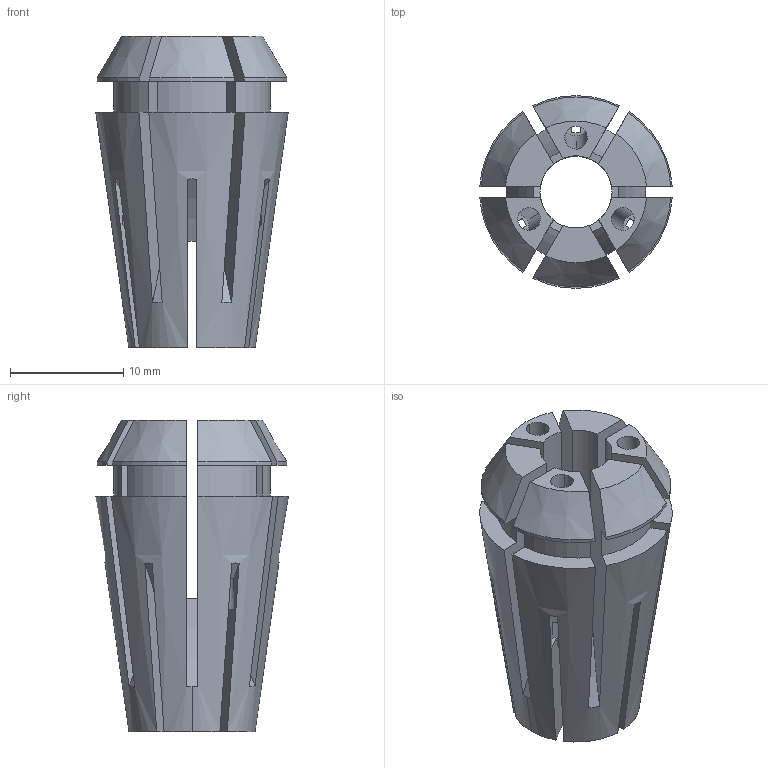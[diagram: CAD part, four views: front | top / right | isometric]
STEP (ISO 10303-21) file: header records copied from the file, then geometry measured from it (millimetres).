
FILE_DESCRIPTION (( 'STEP AP203' ), '1' );
FILE_NAME ('STP-5250-112-016-A16-0(04417-0.25).STEP', '2022-08-03T00:29:04', ( '' ), ( '' ), 'SwSTEP 2.0', 'SolidWorks 2017', '' );
FILE_SCHEMA (( 'CONFIG_CONTROL_DESIGN' ));
Length unit declared in the file: millimetre
Products named in the file (1): STP-5250-112-016-A16-0(04417-0.25)
Bounding box: 16.97 x 17 x 27.5 mm (x, y, z)
Volume: 2686.3 mm3; surface area: 3534 mm2
Topology: 1 solids, 1 shells, 106 faces, 327 edges, 218 vertices
Faces by surface type: plane 51, cylinder 47, cone 8
Entity records: 3961 total; most frequent: CARTESIAN_POINT 989, ORIENTED_EDGE 654, DIRECTION 583, EDGE_CURVE 327, AXIS2_PLACEMENT_3D 225, VERTEX_POINT 218, LINE 133, VECTOR 133
